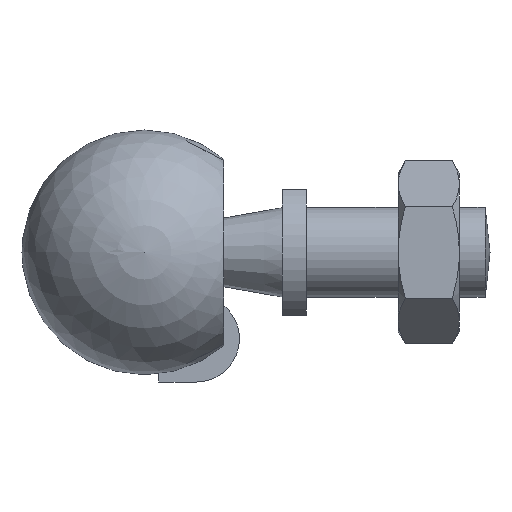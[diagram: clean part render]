
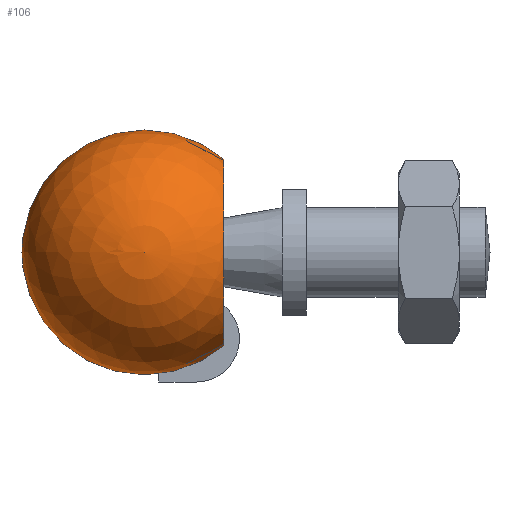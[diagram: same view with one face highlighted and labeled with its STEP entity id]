
A CAD part, left-side view. The second image highlights one B-rep face of the part: STEP entity #106.
In plain terms, the highlighted spherical face has radius 6.8 mm.
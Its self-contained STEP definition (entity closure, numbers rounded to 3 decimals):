
#106 = ADVANCED_FACE( '', ( #261, #262, #263 ), #264, .T. );
#261 = FACE_BOUND( '', #483, .T. );
#262 = FACE_OUTER_BOUND( '', #484, .T. );
#263 = FACE_BOUND( '', #485, .T. );
#264 = SPHERICAL_SURFACE( '', #486, 6.8 );
#483 = VERTEX_LOOP( '', #753 );
#484 = EDGE_LOOP( '', ( #754, #755, #756, #757 ) );
#485 = EDGE_LOOP( '', ( #758 ) );
#486 = AXIS2_PLACEMENT_3D( '', #759, #760, #761 );
#753 = VERTEX_POINT( '', #1253 );
#754 = ORIENTED_EDGE( '', *, *, #1254, .F. );
#755 = ORIENTED_EDGE( '', *, *, #1255, .F. );
#756 = ORIENTED_EDGE( '', *, *, #1256, .F. );
#757 = ORIENTED_EDGE( '', *, *, #1257, .F. );
#758 = ORIENTED_EDGE( '', *, *, #1258, .T. );
#759 = CARTESIAN_POINT( '', ( 0., 0., 0. ) );
#760 = DIRECTION( '', ( 1., 0., 0. ) );
#761 = DIRECTION( '', ( 0., 1., 0. ) );
#1253 = CARTESIAN_POINT( '', ( -6.8, 0., 0. ) );
#1254 = EDGE_CURVE( '', #1496, #1497, #1498, .F. );
#1255 = EDGE_CURVE( '', #1499, #1496, #1500, .T. );
#1256 = EDGE_CURVE( '', #1501, #1499, #1502, .F. );
#1257 = EDGE_CURVE( '', #1497, #1501, #1503, .F. );
#1258 = EDGE_CURVE( '', #1504, #1504, #1505, .F. );
#1496 = VERTEX_POINT( '', #1847 );
#1497 = VERTEX_POINT( '', #1848 );
#1498 = CIRCLE( '', #1849, 6.609 );
#1499 = VERTEX_POINT( '', #1850 );
#1500 = CIRCLE( '', #1851, 4.295 );
#1501 = VERTEX_POINT( '', #1852 );
#1502 = CIRCLE( '', #1853, 6.8 );
#1503 = CIRCLE( '', #1854, 4.7 );
#1504 = VERTEX_POINT( '', #1855 );
#1505 = CIRCLE( '', #1856, 5.185 );
#1847 = CARTESIAN_POINT( '', ( 5.272, -1.265, 4.104 ) );
#1848 = CARTESIAN_POINT( '', ( 4.914, -1.538, 4.441 ) );
#1849 = AXIS2_PLACEMENT_3D( '', #2214, #2215, #2216 );
#1850 = CARTESIAN_POINT( '', ( 5.272, -2.703, 3.338 ) );
#1851 = AXIS2_PLACEMENT_3D( '', #2217, #2218, #2219 );
#1852 = CARTESIAN_POINT( '', ( 4.914, -2.958, 3.653 ) );
#1853 = AXIS2_PLACEMENT_3D( '', #2220, #2221, #2222 );
#1854 = AXIS2_PLACEMENT_3D( '', #2223, #2224, #2225 );
#1855 = CARTESIAN_POINT( '', ( 0., -4.4, -5.185 ) );
#1856 = AXIS2_PLACEMENT_3D( '', #2226, #2227, #2228 );
#2214 = CARTESIAN_POINT( '', ( 0., 1.243, 1.007 ) );
#2215 = DIRECTION( '', ( 0., 0.777, 0.629 ) );
#2216 = DIRECTION( '', ( 0., -0.629, 0.777 ) );
#2217 = CARTESIAN_POINT( '', ( 5.272, 0., 0. ) );
#2218 = DIRECTION( '', ( 1., 0., 0. ) );
#2219 = DIRECTION( '', ( 0., 0., -1. ) );
#2220 = CARTESIAN_POINT( '', ( 0., 0., 0. ) );
#2221 = DIRECTION( '', ( 0., -0.777, -0.629 ) );
#2222 = DIRECTION( '', ( 0., 0.629, -0.777 ) );
#2223 = CARTESIAN_POINT( '', ( 4.914, 0., 0. ) );
#2224 = DIRECTION( '', ( -1., 0., 0. ) );
#2225 = DIRECTION( '', ( 0., 0., 1. ) );
#2226 = CARTESIAN_POINT( '', ( 0., -4.4, 0. ) );
#2227 = DIRECTION( '', ( 0., -1., 0. ) );
#2228 = DIRECTION( '', ( 0., 0., -1. ) );
